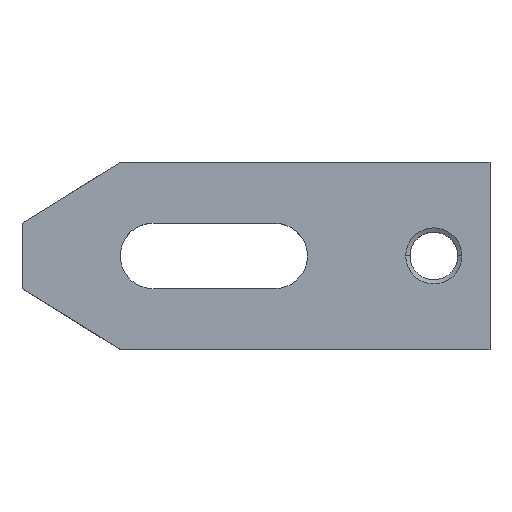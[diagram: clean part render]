
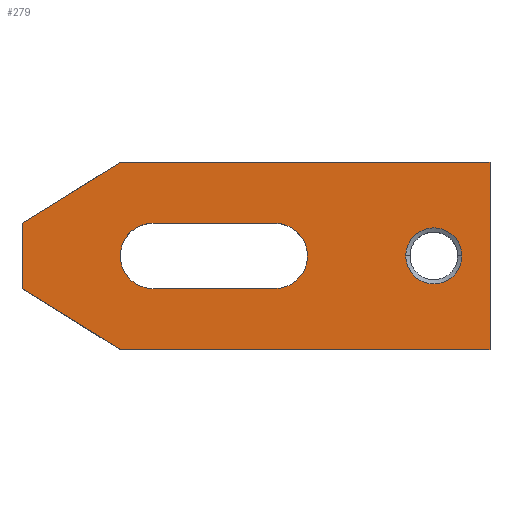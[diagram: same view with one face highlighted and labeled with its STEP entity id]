
A CAD part, top view. The second image highlights one B-rep face of the part: STEP entity #279.
In plain terms, the highlighted planar face has unit normal (0, 0, 1).
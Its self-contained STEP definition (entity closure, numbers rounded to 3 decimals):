
#243=VERTEX_POINT('',#666);
#247=EDGE_CURVE('',#263,#303,#670,.T.);
#255=EDGE_CURVE('',#243,#263,#679,.T.);
#263=VERTEX_POINT('',#688);
#273=EDGE_CURVE('',#303,#477,#698,.T.);
#277=VERTEX_POINT('',#702);
#279=ADVANCED_FACE('',(#704,#705,#706),#707,.T.);
#289=EDGE_CURVE('',#333,#309,#718,.T.);
#291=EDGE_CURVE('',#309,#371,#720,.T.);
#303=VERTEX_POINT('',#733);
#309=VERTEX_POINT('',#739);
#319=VERTEX_POINT('',#750);
#329=EDGE_CURVE('',#363,#333,#760,.T.);
#333=VERTEX_POINT('',#764);
#359=EDGE_CURVE('',#371,#363,#790,.T.);
#363=VERTEX_POINT('',#794);
#371=VERTEX_POINT('',#803);
#377=EDGE_CURVE('',#319,#519,#810,.T.);
#389=EDGE_CURVE('',#455,#277,#824,.T.);
#411=EDGE_CURVE('',#277,#243,#848,.T.);
#429=EDGE_CURVE('',#519,#319,#867,.T.);
#449=EDGE_CURVE('',#477,#455,#889,.T.);
#455=VERTEX_POINT('',#895);
#477=VERTEX_POINT('',#920);
#519=VERTEX_POINT('',#969);
#666=CARTESIAN_POINT('',(21.0,20.0,20.0));
#670=LINE('',#1133,#1134);
#679=LINE('',#1145,#1146);
#688=CARTESIAN_POINT('',(100.0,20.0,20.0));
#698=LINE('',#1178,#1179);
#702=CARTESIAN_POINT('',(0.0,7.,20.0));
#704=FACE_BOUND('',#1187,.T.);
#705=FACE_BOUND('',#1188,.T.);
#706=FACE_OUTER_BOUND('',#1189,.T.);
#707=PLANE('',#1190);
#718=CIRCLE('',#1208,7.0);
#720=LINE('',#1211,#1212);
#733=CARTESIAN_POINT('',(100.0,-20.0,20.0));
#739=CARTESIAN_POINT('',(54.0,-7.0,20.0));
#750=CARTESIAN_POINT('',(94.0,0.,20.0));
#760=LINE('',#1264,#1265);
#764=CARTESIAN_POINT('',(54.0,7.0,20.0));
#790=CIRCLE('',#1311,7.0);
#794=CARTESIAN_POINT('',(28.0,7.0,20.0));
#803=CARTESIAN_POINT('',(28.0,-7.0,20.0));
#810=CIRCLE('',#1336,6.0);
#824=LINE('',#1355,#1356);
#848=LINE('',#1391,#1392);
#867=CIRCLE('',#1426,6.0);
#889=LINE('',#1457,#1458);
#895=CARTESIAN_POINT('',(0.0,-7.,20.0));
#920=CARTESIAN_POINT('',(21.0,-20.0,20.0));
#969=CARTESIAN_POINT('',(82.0,0.,20.0));
#1133=CARTESIAN_POINT('',(100.0,-20.0,20.0));
#1134=VECTOR('',#1754,1.0);
#1145=CARTESIAN_POINT('',(100.0,20.0,20.0));
#1146=VECTOR('',#1765,1.0);
#1178=CARTESIAN_POINT('',(21.0,-20.0,20.0));
#1179=VECTOR('',#1780,1.0);
#1187=EDGE_LOOP('',(#1783,#1784));
#1188=EDGE_LOOP('',(#1785,#1786,#1787,#1788));
#1189=EDGE_LOOP('',(#1789,#1790,#1791,#1792,#1793,#1794));
#1190=AXIS2_PLACEMENT_3D('',#1795,#1796,#1797);
#1208=AXIS2_PLACEMENT_3D('',#1813,#1814,#1815);
#1211=CARTESIAN_POINT('',(53.928,-7.0,20.0));
#1212=VECTOR('',#1816,1.0);
#1264=CARTESIAN_POINT('',(40.928,7.0,20.0));
#1265=VECTOR('',#1841,1.0);
#1311=AXIS2_PLACEMENT_3D('',#1852,#1853,#1854);
#1336=AXIS2_PLACEMENT_3D('',#1873,#1874,#1875);
#1355=CARTESIAN_POINT('',(0.0,7.,20.0));
#1356=VECTOR('',#1902,1.0);
#1391=CARTESIAN_POINT('',(21.0,20.0,20.0));
#1392=VECTOR('',#1925,1.0);
#1426=AXIS2_PLACEMENT_3D('',#1945,#1946,#1947);
#1457=CARTESIAN_POINT('',(0.0,-7.,20.0));
#1458=VECTOR('',#1972,1.0);
#1754=DIRECTION('',(0.0,-1.0,0.0));
#1765=DIRECTION('',(1.0,0.0,0.0));
#1780=DIRECTION('',(-1.0,0.0,0.0));
#1783=ORIENTED_EDGE('',*,*,#429,.T.);
#1784=ORIENTED_EDGE('',*,*,#377,.T.);
#1785=ORIENTED_EDGE('',*,*,#359,.T.);
#1786=ORIENTED_EDGE('',*,*,#329,.T.);
#1787=ORIENTED_EDGE('',*,*,#289,.T.);
#1788=ORIENTED_EDGE('',*,*,#291,.T.);
#1789=ORIENTED_EDGE('',*,*,#273,.F.);
#1790=ORIENTED_EDGE('',*,*,#247,.F.);
#1791=ORIENTED_EDGE('',*,*,#255,.F.);
#1792=ORIENTED_EDGE('',*,*,#411,.F.);
#1793=ORIENTED_EDGE('',*,*,#389,.F.);
#1794=ORIENTED_EDGE('',*,*,#449,.F.);
#1795=CARTESIAN_POINT('',(53.856,0.,20.0));
#1796=DIRECTION('',(0.0,0.0,1.0));
#1797=DIRECTION('',(1.0,0.0,0.0));
#1813=CARTESIAN_POINT('',(54.0,0.0,20.0));
#1814=DIRECTION('',(0.0,0.0,-1.0));
#1815=DIRECTION('',(0.0,1.0,0.0));
#1816=DIRECTION('',(-1.0,0.0,0.0));
#1841=DIRECTION('',(1.0,0.0,0.0));
#1852=CARTESIAN_POINT('',(28.0,0.0,20.0));
#1853=DIRECTION('',(0.0,0.0,-1.0));
#1854=DIRECTION('',(0.0,-1.0,0.0));
#1873=CARTESIAN_POINT('',(88.0,0.0,20.0));
#1874=DIRECTION('',(0.0,0.0,-1.0));
#1875=DIRECTION('',(-1.0,0.,0.0));
#1902=DIRECTION('',(0.0,1.0,0.0));
#1925=DIRECTION('',(0.85,0.526,0.0));
#1945=CARTESIAN_POINT('',(88.0,0.0,20.0));
#1946=DIRECTION('',(0.0,0.0,-1.0));
#1947=DIRECTION('',(-1.0,0.,0.0));
#1972=DIRECTION('',(-0.85,0.526,0.0));
